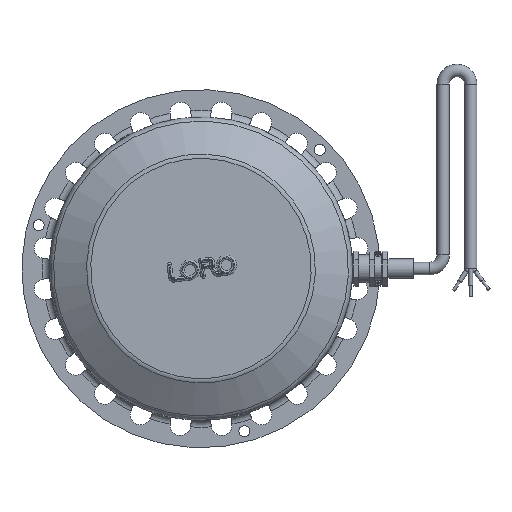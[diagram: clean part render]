
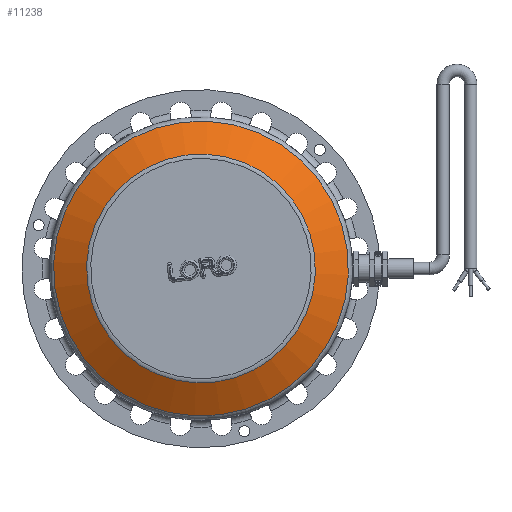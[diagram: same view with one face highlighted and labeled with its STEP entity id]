
A CAD part, top view. The second image highlights one B-rep face of the part: STEP entity #11238.
In plain terms, the highlighted conical face has half-angle 59.744 degrees and reference radius 950.348 mm.
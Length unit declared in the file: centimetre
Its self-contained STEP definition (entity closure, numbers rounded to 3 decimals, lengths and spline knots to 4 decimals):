
#482=CONICAL_SURFACE('',#12240,95.0348,1.043);
#1448=CIRCLE('',#12236,83.0464);
#1451=CIRCLE('',#12239,83.0464);
#1452=CIRCLE('',#12241,107.0232);
#1453=CIRCLE('',#12242,107.0232);
#2097=FACE_OUTER_BOUND('',#2767,.T.);
#2767=EDGE_LOOP('',(#9822,#9823,#9824,#9825,#9826,#9827));
#3470=LINE('',#33357,#4150);
#4150=VECTOR('',#14802,95.0348);
#5217=VERTEX_POINT('',#33345);
#5218=VERTEX_POINT('',#33346);
#5220=VERTEX_POINT('',#33353);
#5221=VERTEX_POINT('',#33354);
#6822=EDGE_CURVE('',#5217,#5218,#1448,.T.);
#6825=EDGE_CURVE('',#5218,#5217,#1451,.T.);
#6826=EDGE_CURVE('',#5220,#5221,#1452,.T.);
#6827=EDGE_CURVE('',#5221,#5220,#1453,.T.);
#6828=EDGE_CURVE('',#5221,#5218,#3470,.T.);
#9822=ORIENTED_EDGE('',*,*,#6826,.F.);
#9823=ORIENTED_EDGE('',*,*,#6827,.F.);
#9824=ORIENTED_EDGE('',*,*,#6828,.T.);
#9825=ORIENTED_EDGE('',*,*,#6825,.T.);
#9826=ORIENTED_EDGE('',*,*,#6822,.T.);
#9827=ORIENTED_EDGE('',*,*,#6828,.F.);
#11238=ADVANCED_FACE('',(#2097),#482,.T.);
#12236=AXIS2_PLACEMENT_3D('',#33347,#14788,#14789);
#12239=AXIS2_PLACEMENT_3D('',#33351,#14794,#14795);
#12240=AXIS2_PLACEMENT_3D('',#33352,#14796,#14797);
#12241=AXIS2_PLACEMENT_3D('',#33355,#14798,#14799);
#12242=AXIS2_PLACEMENT_3D('',#33356,#14800,#14801);
#14788=DIRECTION('center_axis',(0.,0.,
-1.));
#14789=DIRECTION('ref_axis',(0.991,0.131,0.));
#14794=DIRECTION('center_axis',(0.,0.,
-1.));
#14795=DIRECTION('ref_axis',(0.991,0.131,0.));
#14796=DIRECTION('center_axis',(0.,0.,
-1.));
#14797=DIRECTION('ref_axis',(-0.991,-0.131,0.));
#14798=DIRECTION('center_axis',(0.,0.,
-1.));
#14799=DIRECTION('ref_axis',(0.991,0.131,0.));
#14800=DIRECTION('center_axis',(0.,0.,
-1.));
#14801=DIRECTION('ref_axis',(0.991,0.131,0.));
#14802=DIRECTION('',(-0.856,-0.113,0.504));
#33345=CARTESIAN_POINT('',(-536.2756,97.3433,89.5826));
#33346=CARTESIAN_POINT('',(-464.7795,190.5189,89.5826));
#33347=CARTESIAN_POINT('Origin',(-547.1154,179.6792,89.5826));
#33351=CARTESIAN_POINT('Origin',(-547.1154,179.6792,89.5826));
#33352=CARTESIAN_POINT('Origin',(-547.1154,179.6792,82.5894));
#33353=CARTESIAN_POINT('',(-533.146,73.5716,75.5962));
#33354=CARTESIAN_POINT('',(-441.0078,193.6485,75.5962));
#33355=CARTESIAN_POINT('Origin',(-547.1154,179.6792,75.5962));
#33356=CARTESIAN_POINT('Origin',(-547.1154,179.6792,75.5962));
#33357=CARTESIAN_POINT('',(-452.8936,192.0837,82.5894));
